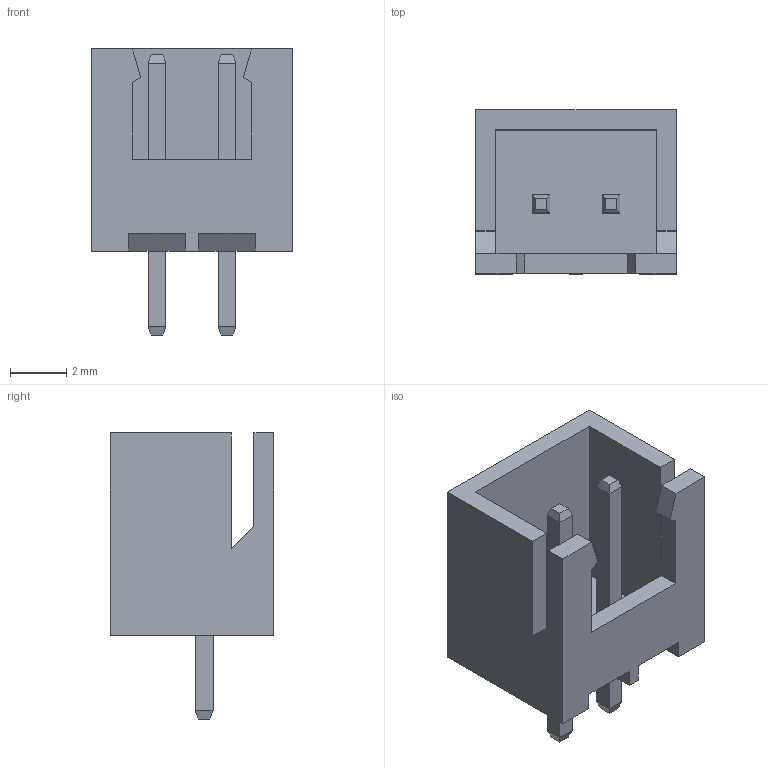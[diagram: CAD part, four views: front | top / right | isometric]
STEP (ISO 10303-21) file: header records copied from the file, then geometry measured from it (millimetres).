
FILE_DESCRIPTION(/* description */ ('Unknown'),/* implementation_level */ '2;1');
FILE_NAME(/* name */ 'JST - XH - Thru - 2Pin',/* time_stamp */ '2018-10-25T13:30:25-04:00',/* author */ ('Unknown'),/* organization */ ('Unknown'),/* preprocessor_version */ 'ST-DEVELOPER v16.7',/* originating_system */ 'DEX',/* authorisation */ $);
FILE_SCHEMA (('AUTOMOTIVE_DESIGN {1 0 10303 214 3 1 1}'));
Length unit declared in the file: millimetre
Products named in the file (1): JST - XH - Thru - 2Pin
Bounding box: 7.17 x 5.84 x 10.21 mm (x, y, z)
Volume: 121.8 mm3; surface area: 425.4 mm2
Topology: 1 solids, 21 shells, 246 faces, 582 edges, 380 vertices
Faces by surface type: plane 207, bspline 39
Entity records: 9851 total; most frequent: CARTESIAN_POINT 3096, ORIENTED_EDGE 1156, DIRECTION 730, EDGE_CURVE 578, VERTEX_POINT 380, LINE 314, VECTOR 314, B_SPLINE_CURVE_WITH_KNOTS 264
